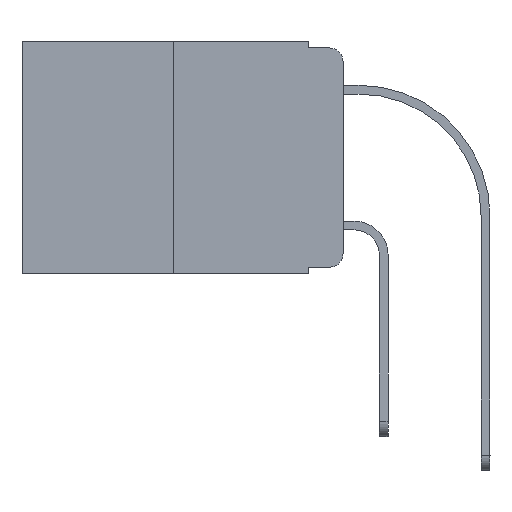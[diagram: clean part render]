
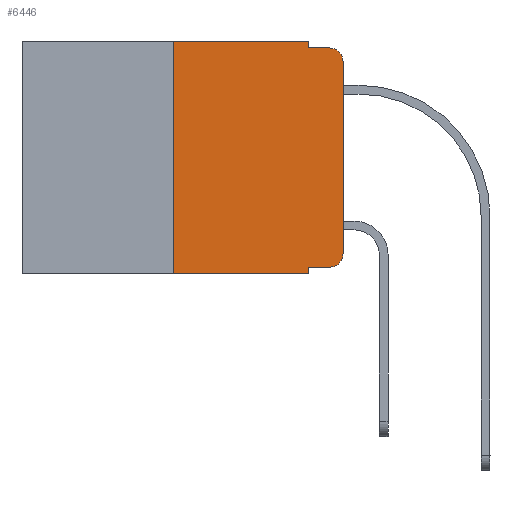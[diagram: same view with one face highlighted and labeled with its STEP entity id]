
A CAD part, left-side view. The second image highlights one B-rep face of the part: STEP entity #6446.
In plain terms, the highlighted planar face has unit normal (-1, 0, 0).
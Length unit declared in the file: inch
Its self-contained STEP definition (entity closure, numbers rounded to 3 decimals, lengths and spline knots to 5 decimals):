
#101 = EDGE_LOOP ( 'NONE', ( #18534, #14453, #8885, #21862, #9669, #8211, #6135, #10536, #8987, #8794 ) ) ;
#380 = VERTEX_POINT ( 'NONE', #9769 ) ;
#752 = DIRECTION ( 'NONE',  ( 0., 0., -1. ) ) ;
#1341 = EDGE_CURVE ( 'NONE', #10131, #20834, #12547, .T. ) ;
#1540 = CARTESIAN_POINT ( 'NONE',  ( 0., 0.051, -0.333 ) ) ;
#1959 = VECTOR ( 'NONE', #5789, 39.37008 ) ;
#2412 = VERTEX_POINT ( 'NONE', #20432 ) ;
#2458 = CARTESIAN_POINT ( 'NONE',  ( 0., 0.25, 0. ) ) ;
#2587 = LINE ( 'NONE', #11194, #19161 ) ;
#3430 = CARTESIAN_POINT ( 'NONE',  ( 0., 0.473, 0. ) ) ;
#4157 = DIRECTION ( 'NONE',  ( 0., 0., 1. ) ) ;
#4211 = CARTESIAN_POINT ( 'NONE',  ( 0., 0.473, -0.343 ) ) ;
#4221 = CIRCLE ( 'NONE', #20496, 0.02 ) ;
#4608 = LINE ( 'NONE', #2458, #11453 ) ;
#5789 = DIRECTION ( 'NONE',  ( 0., -1., 0. ) ) ;
#6126 = EDGE_CURVE ( 'NONE', #15157, #21838, #2587, .T. ) ;
#6135 = ORIENTED_EDGE ( 'NONE', *, *, #18328, .T. ) ;
#6283 = LINE ( 'NONE', #13410, #18093 ) ;
#6361 = DIRECTION ( 'NONE',  ( -1., 0., 0. ) ) ;
#6446 = ADVANCED_FACE ( 'NONE', ( #20699 ), #18999, .F. ) ;
#6542 = CARTESIAN_POINT ( 'NONE',  ( 0., 0.051, -0.01 ) ) ;
#6885 = CARTESIAN_POINT ( 'NONE',  ( 0., 0.051, 0. ) ) ;
#6904 = VECTOR ( 'NONE', #15313, 39.37008 ) ;
#7097 = DIRECTION ( 'NONE',  ( 1., 0., 0. ) ) ;
#7132 = DIRECTION ( 'NONE',  ( 0., -1., 0. ) ) ;
#7254 = EDGE_CURVE ( 'NONE', #13494, #15157, #10346, .T. ) ;
#7271 = LINE ( 'NONE', #4211, #1959 ) ;
#8211 = ORIENTED_EDGE ( 'NONE', *, *, #19320, .F. ) ;
#8296 = CARTESIAN_POINT ( 'NONE',  ( 0., 0.25, 0. ) ) ;
#8794 = ORIENTED_EDGE ( 'NONE', *, *, #15639, .T. ) ;
#8804 = CARTESIAN_POINT ( 'NONE',  ( 0., 0.473, 0. ) ) ;
#8885 = ORIENTED_EDGE ( 'NONE', *, *, #13096, .F. ) ;
#8987 = ORIENTED_EDGE ( 'NONE', *, *, #1341, .T. ) ;
#9669 = ORIENTED_EDGE ( 'NONE', *, *, #7254, .F. ) ;
#9769 = CARTESIAN_POINT ( 'NONE',  ( 0., 0.02, -0.01 ) ) ;
#10131 = VERTEX_POINT ( 'NONE', #1540 ) ;
#10346 = LINE ( 'NONE', #3430, #12801 ) ;
#10536 = ORIENTED_EDGE ( 'NONE', *, *, #13390, .F. ) ;
#10910 = EDGE_CURVE ( 'NONE', #2412, #380, #4221, .T. ) ;
#10962 = CARTESIAN_POINT ( 'NONE',  ( 0., 0.25, -0.343 ) ) ;
#11194 = CARTESIAN_POINT ( 'NONE',  ( 0., 0.051, 0. ) ) ;
#11453 = VECTOR ( 'NONE', #4157, 39.37008 ) ;
#11459 = CARTESIAN_POINT ( 'NONE',  ( 0., 0., 0. ) ) ;
#11493 = DIRECTION ( 'NONE',  ( 0., -1., 0. ) ) ;
#12547 = LINE ( 'NONE', #12766, #15531 ) ;
#12766 = CARTESIAN_POINT ( 'NONE',  ( 0., 0.051, -0.333 ) ) ;
#12801 = VECTOR ( 'NONE', #18945, 39.37008 ) ;
#13096 = EDGE_CURVE ( 'NONE', #21838, #380, #6283, .T. ) ;
#13252 = LINE ( 'NONE', #14948, #6904 ) ;
#13390 = EDGE_CURVE ( 'NONE', #10131, #15960, #13252, .T. ) ;
#13410 = CARTESIAN_POINT ( 'NONE',  ( 0., 0.051, -0.01 ) ) ;
#13442 = DIRECTION ( 'NONE',  ( -1., 0., 0. ) ) ;
#13494 = VERTEX_POINT ( 'NONE', #8296 ) ;
#14003 = DIRECTION ( 'NONE',  ( 0., 0., -1. ) ) ;
#14453 = ORIENTED_EDGE ( 'NONE', *, *, #10910, .T. ) ;
#14500 = CIRCLE ( 'NONE', #15606, 0.02 ) ;
#14587 = VECTOR ( 'NONE', #19956, 39.37008 ) ;
#14889 = CARTESIAN_POINT ( 'NONE',  ( 0., 0.051, -0.343 ) ) ;
#14948 = CARTESIAN_POINT ( 'NONE',  ( 0., 0.051, 0. ) ) ;
#15069 = VERTEX_POINT ( 'NONE', #16406 ) ;
#15157 = VERTEX_POINT ( 'NONE', #6885 ) ;
#15305 = VERTEX_POINT ( 'NONE', #10962 ) ;
#15313 = DIRECTION ( 'NONE',  ( 0., 0., -1. ) ) ;
#15531 = VECTOR ( 'NONE', #7132, 39.37008 ) ;
#15606 = AXIS2_PLACEMENT_3D ( 'NONE', #22057, #13442, #20366 ) ;
#15639 = EDGE_CURVE ( 'NONE', #20834, #15069, #14500, .T. ) ;
#15718 = AXIS2_PLACEMENT_3D ( 'NONE', #8804, #7097, #14003 ) ;
#15960 = VERTEX_POINT ( 'NONE', #14889 ) ;
#16406 = CARTESIAN_POINT ( 'NONE',  ( 0., 0., -0.313 ) ) ;
#16430 = LINE ( 'NONE', #11459, #14587 ) ;
#17502 = EDGE_CURVE ( 'NONE', #15069, #2412, #16430, .T. ) ;
#18093 = VECTOR ( 'NONE', #11493, 39.37008 ) ;
#18328 = EDGE_CURVE ( 'NONE', #15305, #15960, #7271, .T. ) ;
#18534 = ORIENTED_EDGE ( 'NONE', *, *, #17502, .T. ) ;
#18657 = CARTESIAN_POINT ( 'NONE',  ( 0., 0.02, -0.333 ) ) ;
#18945 = DIRECTION ( 'NONE',  ( 0., -1., 0. ) ) ;
#18999 = PLANE ( 'NONE',  #15718 ) ;
#19161 = VECTOR ( 'NONE', #752, 39.37008 ) ;
#19320 = EDGE_CURVE ( 'NONE', #15305, #13494, #4608, .T. ) ;
#19843 = DIRECTION ( 'NONE',  ( 0., 0., -1. ) ) ;
#19956 = DIRECTION ( 'NONE',  ( 0., 0., 1. ) ) ;
#20366 = DIRECTION ( 'NONE',  ( 0., 0., -1. ) ) ;
#20432 = CARTESIAN_POINT ( 'NONE',  ( 0., 0., -0.03 ) ) ;
#20496 = AXIS2_PLACEMENT_3D ( 'NONE', #21870, #6361, #19843 ) ;
#20699 = FACE_OUTER_BOUND ( 'NONE', #101, .T. ) ;
#20834 = VERTEX_POINT ( 'NONE', #18657 ) ;
#21838 = VERTEX_POINT ( 'NONE', #6542 ) ;
#21862 = ORIENTED_EDGE ( 'NONE', *, *, #6126, .F. ) ;
#21870 = CARTESIAN_POINT ( 'NONE',  ( 0., 0.02, -0.03 ) ) ;
#22057 = CARTESIAN_POINT ( 'NONE',  ( 0., 0.02, -0.313 ) ) ;
